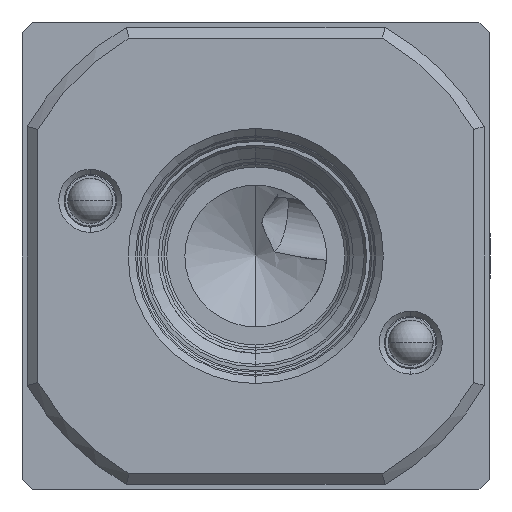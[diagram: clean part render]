
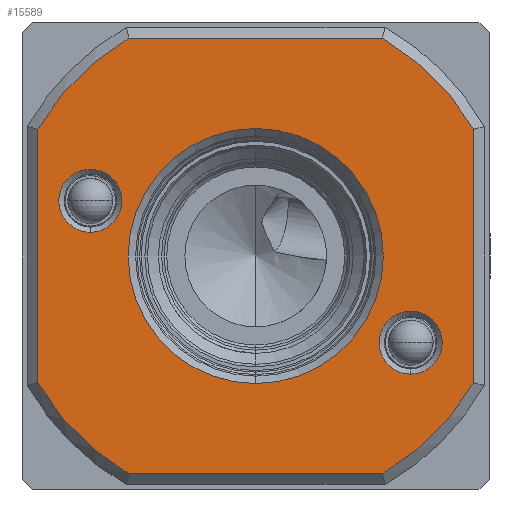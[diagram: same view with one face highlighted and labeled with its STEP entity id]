
A CAD part, left-side view. The second image highlights one B-rep face of the part: STEP entity #15589.
In plain terms, the highlighted planar face has unit normal (-1, 0, 0).
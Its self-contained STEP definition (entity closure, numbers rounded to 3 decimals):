
#126 = AXIS2_PLACEMENT_3D ( 'NONE', #19097, #14191, #20780 ) ;
#172 = DIRECTION ( 'NONE',  ( -1., 0., 0. ) ) ;
#236 = EDGE_CURVE ( 'NONE', #15649, #14653, #2722, .T. ) ;
#381 = EDGE_CURVE ( 'NONE', #18921, #14608, #18466, .T. ) ;
#394 = EDGE_CURVE ( 'NONE', #14653, #18921, #20051, .T. ) ;
#395 = CARTESIAN_POINT ( 'NONE',  ( -46., -38., 17. ) ) ;
#422 = AXIS2_PLACEMENT_3D ( 'NONE', #14118, #19100, #17332 ) ;
#687 = CARTESIAN_POINT ( 'NONE',  ( -46., -7.5, 30.5 ) ) ;
#804 = DIRECTION ( 'NONE',  ( 0., 0., 1. ) ) ;
#823 = CARTESIAN_POINT ( 'NONE',  ( -46., -10.19, 43. ) ) ;
#1051 = ORIENTED_EDGE ( 'NONE', *, *, #2648, .T. ) ;
#1062 = VECTOR ( 'NONE', #21414, 1000. ) ;
#1094 = DIRECTION ( 'NONE',  ( -1., 0., 0. ) ) ;
#1688 = DIRECTION ( 'NONE',  ( 1., 0., 0. ) ) ;
#1776 = AXIS2_PLACEMENT_3D ( 'NONE', #18371, #4734, #16686 ) ;
#2286 = VERTEX_POINT ( 'NONE', #8838 ) ;
#2367 = FACE_BOUND ( 'NONE', #4427, .T. ) ;
#2447 = CIRCLE ( 'NONE', #126, 12.14 ) ;
#2648 = EDGE_CURVE ( 'NONE', #12254, #15649, #8137, .T. ) ;
#2722 = CIRCLE ( 'NONE', #16744, 24. ) ;
#2875 = ORIENTED_EDGE ( 'NONE', *, *, #9415, .T. ) ;
#3189 = VERTEX_POINT ( 'NONE', #6796 ) ;
#3336 = ORIENTED_EDGE ( 'NONE', *, *, #20006, .T. ) ;
#3654 = CIRCLE ( 'NONE', #16423, 3. ) ;
#3686 = EDGE_LOOP ( 'NONE', ( #18619, #17378 ) ) ;
#4344 = ORIENTED_EDGE ( 'NONE', *, *, #11383, .T. ) ;
#4427 = EDGE_LOOP ( 'NONE', ( #2875, #18527 ) ) ;
#4734 = DIRECTION ( 'NONE',  ( 1., 0., 0. ) ) ;
#4872 = VERTEX_POINT ( 'NONE', #19027 ) ;
#4934 = DIRECTION ( 'NONE',  ( 0., 0., 1. ) ) ;
#5426 = CARTESIAN_POINT ( 'NONE',  ( -46., -34.31, 1.5 ) ) ;
#5527 = FACE_BOUND ( 'NONE', #13694, .T. ) ;
#5668 = CARTESIAN_POINT ( 'NONE',  ( -46., -1.5, 10.19 ) ) ;
#5861 = CIRCLE ( 'NONE', #20099, 24. ) ;
#5987 = VERTEX_POINT ( 'NONE', #20124 ) ;
#6166 = AXIS2_PLACEMENT_3D ( 'NONE', #11683, #1688, #13455 ) ;
#6197 = ORIENTED_EDGE ( 'NONE', *, *, #13619, .T. ) ;
#6207 = CIRCLE ( 'NONE', #18681, 24. ) ;
#6659 = CARTESIAN_POINT ( 'NONE',  ( -46., -1.5, 34.31 ) ) ;
#6678 = ORIENTED_EDGE ( 'NONE', *, *, #12511, .T. ) ;
#6766 = DIRECTION ( 'NONE',  ( -1., 0., 0. ) ) ;
#6796 = CARTESIAN_POINT ( 'NONE',  ( -46., -22.25, 10.11 ) ) ;
#6845 = AXIS2_PLACEMENT_3D ( 'NONE', #12943, #1094, #9646 ) ;
#7114 = DIRECTION ( 'NONE',  ( 1., 0., 0. ) ) ;
#7176 = DIRECTION ( 'NONE',  ( 1., 0., 0. ) ) ;
#7237 = CIRCLE ( 'NONE', #6166, 3. ) ;
#7580 = DIRECTION ( 'NONE',  ( 0., 0., 1. ) ) ;
#7652 = CARTESIAN_POINT ( 'NONE',  ( -46., -43., 34.31 ) ) ;
#7653 = CIRCLE ( 'NONE', #1776, 12.14 ) ;
#7658 = CARTESIAN_POINT ( 'NONE',  ( -46., -1.5, 44. ) ) ;
#8137 = LINE ( 'NONE', #12993, #9204 ) ;
#8227 = ORIENTED_EDGE ( 'NONE', *, *, #394, .T. ) ;
#8525 = CARTESIAN_POINT ( 'NONE',  ( -46., -22.25, 22.25 ) ) ;
#8838 = CARTESIAN_POINT ( 'NONE',  ( -46., -10.19, 1.5 ) ) ;
#9058 = CARTESIAN_POINT ( 'NONE',  ( -46., -44., 43. ) ) ;
#9123 = EDGE_CURVE ( 'NONE', #4872, #3189, #7653, .T. ) ;
#9204 = VECTOR ( 'NONE', #21490, 1000. ) ;
#9415 = EDGE_CURVE ( 'NONE', #5987, #17181, #19718, .T. ) ;
#9611 = CARTESIAN_POINT ( 'NONE',  ( -46., -7.5, 27.5 ) ) ;
#9646 = DIRECTION ( 'NONE',  ( 0., 0., -1. ) ) ;
#9859 = VERTEX_POINT ( 'NONE', #5668 ) ;
#9890 = VERTEX_POINT ( 'NONE', #14493 ) ;
#9927 = EDGE_CURVE ( 'NONE', #14608, #9859, #17781, .T. ) ;
#10662 = ORIENTED_EDGE ( 'NONE', *, *, #236, .T. ) ;
#10944 = CARTESIAN_POINT ( 'NONE',  ( -46., -7.5, 30.5 ) ) ;
#11154 = CARTESIAN_POINT ( 'NONE',  ( -46., -43., 10.19 ) ) ;
#11383 = EDGE_CURVE ( 'NONE', #19815, #12254, #6207, .T. ) ;
#11463 = CARTESIAN_POINT ( 'NONE',  ( -46., -38., 20. ) ) ;
#11683 = CARTESIAN_POINT ( 'NONE',  ( -46., -38., 17. ) ) ;
#11937 = ORIENTED_EDGE ( 'NONE', *, *, #9927, .T. ) ;
#11957 = DIRECTION ( 'NONE',  ( 0., 0., 1. ) ) ;
#12254 = VERTEX_POINT ( 'NONE', #11154 ) ;
#12421 = DIRECTION ( 'NONE',  ( 0., 1., 0. ) ) ;
#12499 = EDGE_LOOP ( 'NONE', ( #1051, #10662, #8227, #21416, #11937, #6197, #3336, #4344 ) ) ;
#12511 = EDGE_CURVE ( 'NONE', #9890, #19535, #20078, .T. ) ;
#12943 = CARTESIAN_POINT ( 'NONE',  ( -46., -44., 44. ) ) ;
#12946 = DIRECTION ( 'NONE',  ( 0., 0., -1. ) ) ;
#12993 = CARTESIAN_POINT ( 'NONE',  ( -46., -43., 44. ) ) ;
#13455 = DIRECTION ( 'NONE',  ( 0., 0., 1. ) ) ;
#13520 = EDGE_CURVE ( 'NONE', #3189, #4872, #2447, .T. ) ;
#13619 = EDGE_CURVE ( 'NONE', #9859, #2286, #5861, .T. ) ;
#13694 = EDGE_LOOP ( 'NONE', ( #19474, #6678 ) ) ;
#13710 = CARTESIAN_POINT ( 'NONE',  ( -46., -34.31, 43. ) ) ;
#14116 = DIRECTION ( 'NONE',  ( 1., 0., 0. ) ) ;
#14118 = CARTESIAN_POINT ( 'NONE',  ( -46., -22.25, 22.25 ) ) ;
#14191 = DIRECTION ( 'NONE',  ( 1., 0., 0. ) ) ;
#14493 = CARTESIAN_POINT ( 'NONE',  ( -46., -38., 14. ) ) ;
#14608 = VERTEX_POINT ( 'NONE', #6659 ) ;
#14653 = VERTEX_POINT ( 'NONE', #13710 ) ;
#14797 = CARTESIAN_POINT ( 'NONE',  ( -46., -22.25, 22.25 ) ) ;
#15330 = VECTOR ( 'NONE', #12421, 1000. ) ;
#15589 = ADVANCED_FACE ( 'NONE', ( #19186, #2367, #5527, #17073 ), #17633, .T. ) ;
#15649 = VERTEX_POINT ( 'NONE', #7652 ) ;
#15962 = CARTESIAN_POINT ( 'NONE',  ( -46., -22.25, 22.25 ) ) ;
#16408 = EDGE_CURVE ( 'NONE', #17181, #5987, #3654, .T. ) ;
#16423 = AXIS2_PLACEMENT_3D ( 'NONE', #687, #7176, #17292 ) ;
#16686 = DIRECTION ( 'NONE',  ( 0., 0., 1. ) ) ;
#16735 = AXIS2_PLACEMENT_3D ( 'NONE', #395, #7114, #18556 ) ;
#16744 = AXIS2_PLACEMENT_3D ( 'NONE', #14797, #172, #11957 ) ;
#17073 = FACE_BOUND ( 'NONE', #3686, .T. ) ;
#17181 = VERTEX_POINT ( 'NONE', #9611 ) ;
#17292 = DIRECTION ( 'NONE',  ( 0., 0., 1. ) ) ;
#17332 = DIRECTION ( 'NONE',  ( 0., 0., 1. ) ) ;
#17349 = LINE ( 'NONE', #19740, #1062 ) ;
#17378 = ORIENTED_EDGE ( 'NONE', *, *, #13520, .T. ) ;
#17474 = DIRECTION ( 'NONE',  ( -1., 0., 0. ) ) ;
#17633 = PLANE ( 'NONE',  #6845 ) ;
#17702 = EDGE_CURVE ( 'NONE', #19535, #9890, #7237, .T. ) ;
#17781 = LINE ( 'NONE', #7658, #19365 ) ;
#18371 = CARTESIAN_POINT ( 'NONE',  ( -46., -22.25, 22.25 ) ) ;
#18466 = CIRCLE ( 'NONE', #422, 24. ) ;
#18527 = ORIENTED_EDGE ( 'NONE', *, *, #16408, .T. ) ;
#18556 = DIRECTION ( 'NONE',  ( 0., 0., 1. ) ) ;
#18619 = ORIENTED_EDGE ( 'NONE', *, *, #9123, .T. ) ;
#18681 = AXIS2_PLACEMENT_3D ( 'NONE', #8525, #6766, #4934 ) ;
#18921 = VERTEX_POINT ( 'NONE', #823 ) ;
#19027 = CARTESIAN_POINT ( 'NONE',  ( -46., -22.25, 34.39 ) ) ;
#19097 = CARTESIAN_POINT ( 'NONE',  ( -46., -22.25, 22.25 ) ) ;
#19100 = DIRECTION ( 'NONE',  ( -1., 0., 0. ) ) ;
#19186 = FACE_OUTER_BOUND ( 'NONE', #12499, .T. ) ;
#19365 = VECTOR ( 'NONE', #12946, 1000. ) ;
#19474 = ORIENTED_EDGE ( 'NONE', *, *, #17702, .T. ) ;
#19535 = VERTEX_POINT ( 'NONE', #11463 ) ;
#19718 = CIRCLE ( 'NONE', #21616, 3. ) ;
#19740 = CARTESIAN_POINT ( 'NONE',  ( -46., -44., 1.5 ) ) ;
#19815 = VERTEX_POINT ( 'NONE', #5426 ) ;
#20006 = EDGE_CURVE ( 'NONE', #2286, #19815, #17349, .T. ) ;
#20051 = LINE ( 'NONE', #9058, #15330 ) ;
#20078 = CIRCLE ( 'NONE', #16735, 3. ) ;
#20099 = AXIS2_PLACEMENT_3D ( 'NONE', #15962, #17474, #7580 ) ;
#20124 = CARTESIAN_POINT ( 'NONE',  ( -46., -7.5, 33.5 ) ) ;
#20780 = DIRECTION ( 'NONE',  ( 0., 0., 1. ) ) ;
#21414 = DIRECTION ( 'NONE',  ( 0., -1., 0. ) ) ;
#21416 = ORIENTED_EDGE ( 'NONE', *, *, #381, .T. ) ;
#21490 = DIRECTION ( 'NONE',  ( 0., 0., 1. ) ) ;
#21616 = AXIS2_PLACEMENT_3D ( 'NONE', #10944, #14116, #804 ) ;
